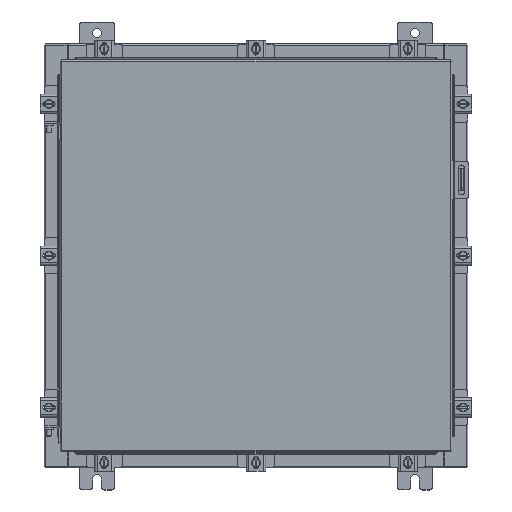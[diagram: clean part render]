
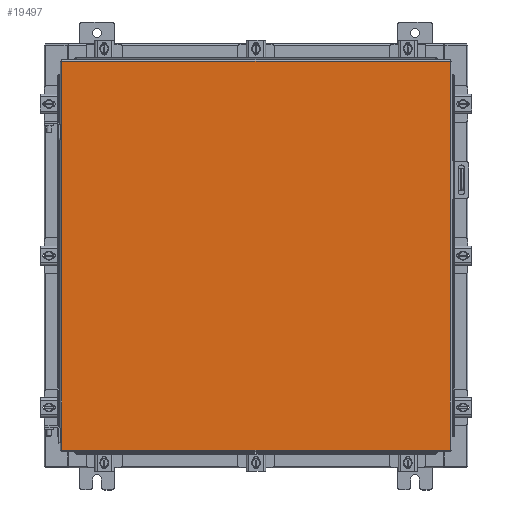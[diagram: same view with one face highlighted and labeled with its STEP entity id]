
A CAD part, top view. The second image highlights one B-rep face of the part: STEP entity #19497.
In plain terms, the highlighted planar face has unit normal (0, 0, 1).
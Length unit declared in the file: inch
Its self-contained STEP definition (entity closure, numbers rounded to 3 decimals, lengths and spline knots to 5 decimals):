
#1004 = VECTOR ( 'NONE', #16387, 39.37008 ) ;
#1671 = AXIS2_PLACEMENT_3D ( 'NONE', #12001, #6782, #19038 ) ;
#2399 = LINE ( 'NONE', #15863, #19867 ) ;
#3351 = EDGE_LOOP ( 'NONE', ( #6452, #11046, #9992, #14875 ) ) ;
#3413 = CARTESIAN_POINT ( 'NONE',  ( -11.0063, 11.0063, 0. ) ) ;
#3674 = DIRECTION ( 'NONE',  ( 0., 1., 0. ) ) ;
#3941 = VERTEX_POINT ( 'NONE', #15073 ) ;
#6239 = CARTESIAN_POINT ( 'NONE',  ( -11.0063, 11.0063, 0. ) ) ;
#6452 = ORIENTED_EDGE ( 'NONE', *, *, #21199, .T. ) ;
#6782 = DIRECTION ( 'NONE',  ( 0., 0., -1. ) ) ;
#6934 = EDGE_CURVE ( 'NONE', #8355, #3941, #15368, .T. ) ;
#7166 = FACE_OUTER_BOUND ( 'NONE', #3351, .T. ) ;
#8355 = VERTEX_POINT ( 'NONE', #3413 ) ;
#9000 = LINE ( 'NONE', #11472, #18306 ) ;
#9992 = ORIENTED_EDGE ( 'NONE', *, *, #13223, .T. ) ;
#10333 = LINE ( 'NONE', #12996, #1004 ) ;
#10724 = VECTOR ( 'NONE', #11530, 39.37008 ) ;
#11046 = ORIENTED_EDGE ( 'NONE', *, *, #13667, .T. ) ;
#11472 = CARTESIAN_POINT ( 'NONE',  ( -11.0063, -11.0063, 0. ) ) ;
#11530 = DIRECTION ( 'NONE',  ( 0., -1., 0. ) ) ;
#12001 = CARTESIAN_POINT ( 'NONE',  ( 0., 0., 0. ) ) ;
#12996 = CARTESIAN_POINT ( 'NONE',  ( 11.0063, 11.0063, 0. ) ) ;
#13223 = EDGE_CURVE ( 'NONE', #18177, #8355, #10333, .T. ) ;
#13667 = EDGE_CURVE ( 'NONE', #19020, #18177, #2399, .T. ) ;
#14875 = ORIENTED_EDGE ( 'NONE', *, *, #6934, .T. ) ;
#15073 = CARTESIAN_POINT ( 'NONE',  ( -11.0063, -11.0063, 0. ) ) ;
#15368 = LINE ( 'NONE', #6239, #10724 ) ;
#15863 = CARTESIAN_POINT ( 'NONE',  ( 11.0063, -11.0063, 0. ) ) ;
#16387 = DIRECTION ( 'NONE',  ( -1., 0., 0. ) ) ;
#17253 = PLANE ( 'NONE',  #1671 ) ;
#18177 = VERTEX_POINT ( 'NONE', #18359 ) ;
#18306 = VECTOR ( 'NONE', #18491, 39.37008 ) ;
#18359 = CARTESIAN_POINT ( 'NONE',  ( 11.0063, 11.0063, 0. ) ) ;
#18491 = DIRECTION ( 'NONE',  ( 1., 0., 0. ) ) ;
#18890 = CARTESIAN_POINT ( 'NONE',  ( 11.0063, -11.0063, 0. ) ) ;
#19020 = VERTEX_POINT ( 'NONE', #18890 ) ;
#19038 = DIRECTION ( 'NONE',  ( -1., 0., 0. ) ) ;
#19497 = ADVANCED_FACE ( 'NONE', ( #7166 ), #17253, .F. ) ;
#19867 = VECTOR ( 'NONE', #3674, 39.37008 ) ;
#21199 = EDGE_CURVE ( 'NONE', #3941, #19020, #9000, .T. ) ;
